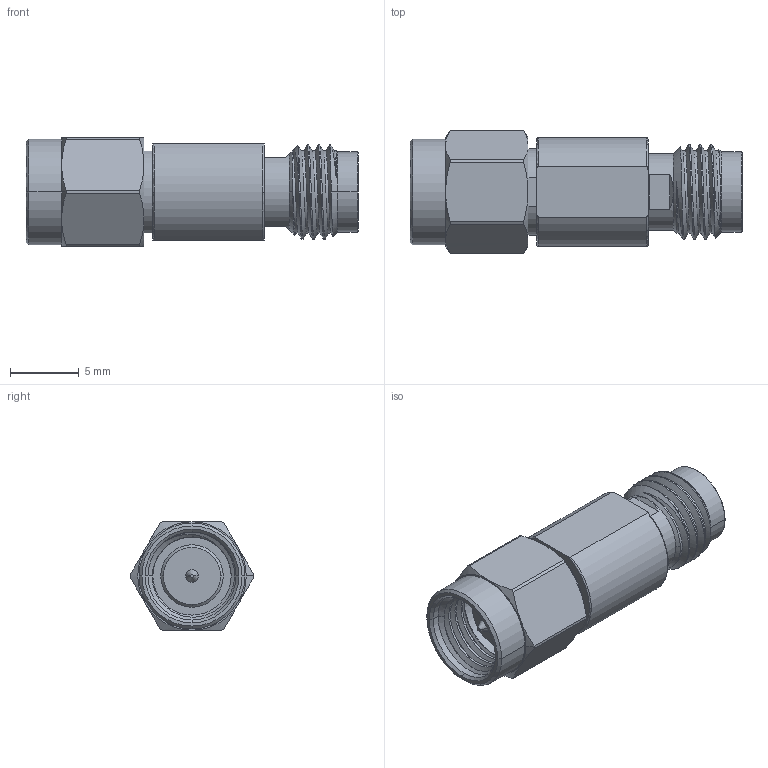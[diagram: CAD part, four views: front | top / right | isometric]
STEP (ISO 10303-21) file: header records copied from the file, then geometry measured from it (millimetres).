
FILE_DESCRIPTION (( 'STEP AP214' ), '1' );
FILE_NAME ('FMAD1619_3D.step', '2023-03-14T21:03:03', ( '' ), ( '' ), 'SwSTEP 2.0', 'SolidWorks 2022', '' );
FILE_SCHEMA (( 'AUTOMOTIVE_DESIGN' ));
Length unit declared in the file: millimetre
Products named in the file (4): ADS-185-3-185-8-10^FMAD1619; FMAD1619_3D; 1.85 mm JACK^FMAD1619; 2.92 mm PLUG^FMAD1619
Assembly tree (3 placements, depth 2):
  FMAD1619_3D
    2.92 mm PLUG^FMAD1619
    ADS-185-3-185-8-10^FMAD1619
    1.85 mm JACK^FMAD1619
Bounding box: 24.2 x 9 x 7.9 mm (x, y, z)
Volume: 869.4 mm3; surface area: 1333 mm2
Topology: 3 solids, 3 shells, 155 faces, 373 edges, 230 vertices
Faces by surface type: cylinder 58, cone 47, plane 34, torus 10, bspline 6
Entity records: 6461 total; most frequent: CARTESIAN_POINT 2808, DIRECTION 747, ORIENTED_EDGE 746, EDGE_CURVE 373, AXIS2_PLACEMENT_3D 311, VERTEX_POINT 230, EDGE_LOOP 165, CIRCLE 156
